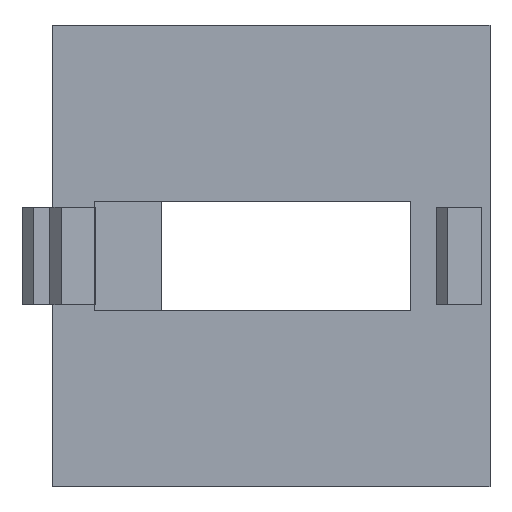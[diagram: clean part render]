
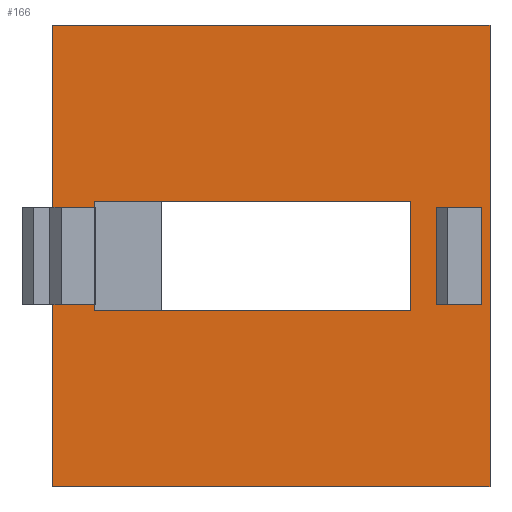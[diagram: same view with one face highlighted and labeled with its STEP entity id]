
A CAD part, front view. The second image highlights one B-rep face of the part: STEP entity #166.
In plain terms, the highlighted planar face has unit normal (0, -1, 0).
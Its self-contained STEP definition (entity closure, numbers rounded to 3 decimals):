
#27=CARTESIAN_POINT('',(36.,0.,19.));
#28=DIRECTION('',(-0.,1.,0.));
#29=DIRECTION('',(-1.,-0.,0.));
#30=AXIS2_PLACEMENT_3D('',#27,#28,#29);
#31=PLANE('',#30);
#32=CARTESIAN_POINT('',(32.999,0.,4.));
#33=VERTEX_POINT('',#32);
#34=CARTESIAN_POINT('',(32.999,-0.,-4.));
#35=VERTEX_POINT('',#34);
#36=CARTESIAN_POINT('',(32.999,0.,4.));
#37=DIRECTION('',(-0.,-0.,-1.));
#38=VECTOR('',#37,8.);
#39=LINE('',#36,#38);
#40=EDGE_CURVE('',#33,#35,#39,.T.);
#41=ORIENTED_EDGE('',*,*,#40,.F.);
#42=CARTESIAN_POINT('',(35.3,0.,4.));
#43=VERTEX_POINT('',#42);
#44=CARTESIAN_POINT('',(35.3,0.,4.));
#45=DIRECTION('',(-1.,-0.,0.));
#46=VECTOR('',#45,2.301);
#47=LINE('',#44,#46);
#48=EDGE_CURVE('',#43,#33,#47,.T.);
#49=ORIENTED_EDGE('',*,*,#48,.F.);
#50=CARTESIAN_POINT('',(35.3,0.,-4.));
#51=VERTEX_POINT('',#50);
#52=CARTESIAN_POINT('',(35.3,0.,4.));
#53=DIRECTION('',(0.,-0.,-1.));
#54=VECTOR('',#53,8.);
#55=LINE('',#52,#54);
#56=EDGE_CURVE('',#43,#51,#55,.T.);
#57=ORIENTED_EDGE('',*,*,#56,.T.);
#58=CARTESIAN_POINT('',(35.3,0.,-4.));
#59=DIRECTION('',(-1.,0.,0.));
#60=VECTOR('',#59,2.301);
#61=LINE('',#58,#60);
#62=EDGE_CURVE('',#51,#35,#61,.T.);
#63=ORIENTED_EDGE('',*,*,#62,.T.);
#64=EDGE_LOOP('',(#41,#49,#57,#63));
#65=FACE_BOUND('',#64,.T.);
#66=CARTESIAN_POINT('',(0.,-0.,-19.));
#67=VERTEX_POINT('',#66);
#68=CARTESIAN_POINT('',(36.,0.,-19.));
#69=VERTEX_POINT('',#68);
#70=CARTESIAN_POINT('',(-0.,-0.,-19.));
#71=DIRECTION('',(1.,0.,0.));
#72=VECTOR('',#71,36.);
#73=LINE('',#70,#72);
#74=EDGE_CURVE('',#67,#69,#73,.T.);
#75=ORIENTED_EDGE('',*,*,#74,.T.);
#76=CARTESIAN_POINT('',(36.,0.,19.));
#77=VERTEX_POINT('',#76);
#78=CARTESIAN_POINT('',(36.,0.,19.));
#79=DIRECTION('',(0.,0.,-1.));
#80=VECTOR('',#79,38.);
#81=LINE('',#78,#80);
#82=EDGE_CURVE('',#77,#69,#81,.T.);
#83=ORIENTED_EDGE('',*,*,#82,.F.);
#84=CARTESIAN_POINT('',(0.,-0.,19.));
#85=VERTEX_POINT('',#84);
#86=CARTESIAN_POINT('',(-0.,-0.,19.));
#87=DIRECTION('',(1.,0.,0.));
#88=VECTOR('',#87,36.);
#89=LINE('',#86,#88);
#90=EDGE_CURVE('',#85,#77,#89,.T.);
#91=ORIENTED_EDGE('',*,*,#90,.F.);
#92=CARTESIAN_POINT('',(0.,0.,19.));
#93=DIRECTION('',(0.,0.,-1.));
#94=VECTOR('',#93,38.);
#95=LINE('',#92,#94);
#96=EDGE_CURVE('',#85,#67,#95,.T.);
#97=ORIENTED_EDGE('',*,*,#96,.T.);
#98=EDGE_LOOP('',(#75,#83,#91,#97));
#99=FACE_BOUND('',#98,.T.);
#100=CARTESIAN_POINT('',(3.5,0.,-4.5));
#101=VERTEX_POINT('',#100);
#102=CARTESIAN_POINT('',(3.5,0.,-4.));
#103=VERTEX_POINT('',#102);
#104=CARTESIAN_POINT('',(3.5,0.,-4.5));
#105=DIRECTION('',(0.,0.,1.));
#106=VECTOR('',#105,0.5);
#107=LINE('',#104,#106);
#108=EDGE_CURVE('',#101,#103,#107,.T.);
#109=ORIENTED_EDGE('',*,*,#108,.T.);
#110=CARTESIAN_POINT('',(1.235,0.,-4.));
#111=VERTEX_POINT('',#110);
#112=CARTESIAN_POINT('',(3.5,0.,-4.));
#113=DIRECTION('',(-1.,0.,0.));
#114=VECTOR('',#113,2.265);
#115=LINE('',#112,#114);
#116=EDGE_CURVE('',#103,#111,#115,.T.);
#117=ORIENTED_EDGE('',*,*,#116,.T.);
#118=CARTESIAN_POINT('',(1.235,0.,4.));
#119=VERTEX_POINT('',#118);
#120=CARTESIAN_POINT('',(1.235,0.,4.));
#121=DIRECTION('',(0.,0.,-1.));
#122=VECTOR('',#121,8.);
#123=LINE('',#120,#122);
#124=EDGE_CURVE('',#119,#111,#123,.T.);
#125=ORIENTED_EDGE('',*,*,#124,.F.);
#126=CARTESIAN_POINT('',(3.5,0.,4.));
#127=VERTEX_POINT('',#126);
#128=CARTESIAN_POINT('',(3.5,0.,4.));
#129=DIRECTION('',(-1.,0.,-0.));
#130=VECTOR('',#129,2.265);
#131=LINE('',#128,#130);
#132=EDGE_CURVE('',#127,#119,#131,.T.);
#133=ORIENTED_EDGE('',*,*,#132,.F.);
#134=CARTESIAN_POINT('',(3.5,0.,4.5));
#135=VERTEX_POINT('',#134);
#136=CARTESIAN_POINT('',(3.5,0.,4.));
#137=DIRECTION('',(0.,0.,1.));
#138=VECTOR('',#137,0.5);
#139=LINE('',#136,#138);
#140=EDGE_CURVE('',#127,#135,#139,.T.);
#141=ORIENTED_EDGE('',*,*,#140,.T.);
#142=CARTESIAN_POINT('',(29.5,0.,4.5));
#143=VERTEX_POINT('',#142);
#144=CARTESIAN_POINT('',(3.5,0.,4.5));
#145=DIRECTION('',(1.,-0.,0.));
#146=VECTOR('',#145,26.);
#147=LINE('',#144,#146);
#148=EDGE_CURVE('',#135,#143,#147,.T.);
#149=ORIENTED_EDGE('',*,*,#148,.T.);
#150=CARTESIAN_POINT('',(29.5,0.,-4.5));
#151=VERTEX_POINT('',#150);
#152=CARTESIAN_POINT('',(29.5,0.,-4.5));
#153=DIRECTION('',(0.,-0.,1.));
#154=VECTOR('',#153,9.);
#155=LINE('',#152,#154);
#156=EDGE_CURVE('',#151,#143,#155,.T.);
#157=ORIENTED_EDGE('',*,*,#156,.F.);
#158=CARTESIAN_POINT('',(3.5,0.,-4.5));
#159=DIRECTION('',(1.,0.,-0.));
#160=VECTOR('',#159,26.);
#161=LINE('',#158,#160);
#162=EDGE_CURVE('',#101,#151,#161,.T.);
#163=ORIENTED_EDGE('',*,*,#162,.F.);
#164=EDGE_LOOP('',(#109,#117,#125,#133,#141,#149,#157,#163));
#165=FACE_BOUND('',#164,.T.);
#166=ADVANCED_FACE('NONE',(#65,#99,#165),#31,.F.);
